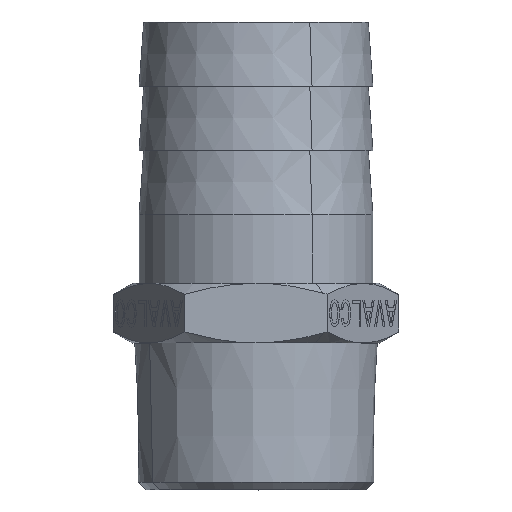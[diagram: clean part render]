
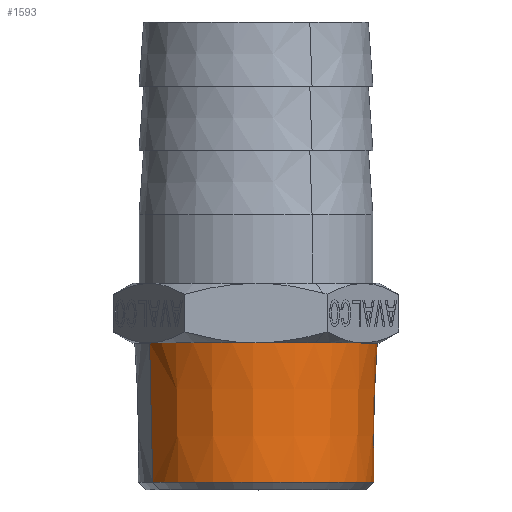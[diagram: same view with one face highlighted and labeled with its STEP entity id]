
A CAD part, top view. The second image highlights one B-rep face of the part: STEP entity #1593.
In plain terms, the highlighted conical face has half-angle 1.47 degrees and reference radius 12.81 mm.
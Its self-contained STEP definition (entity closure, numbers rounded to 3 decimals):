
#1532=CARTESIAN_POINT('Axis2P3D Location',(0.,0.,0.)) ;
#1536=CARTESIAN_POINT('Vertex',(-11.602,0.,6.338)) ;
#1538=CARTESIAN_POINT('Vertex',(11.602,0.,-6.338)) ;
#1551=CARTESIAN_POINT('Axis2P3D Location',(0.,-16.,0.)) ;
#1556=CARTESIAN_POINT('Line Origine',(-11.422,-8.,6.24)) ;
#1560=CARTESIAN_POINT('Vertex',(-11.26,-15.179,6.151)) ;
#1563=CARTESIAN_POINT('Line Origine',(11.422,-8.,-6.24)) ;
#1567=CARTESIAN_POINT('Vertex',(11.26,-15.179,-6.151)) ;
#1582=CARTESIAN_POINT('Axis2P3D Location',(0.,-15.179,0.)) ;
#1533=DIRECTION('Axis2P3D Direction',(0.,1.,0.)) ;
#1552=DIRECTION('Axis2P3D Direction',(0.,1.,0.)) ;
#1553=DIRECTION('Axis2P3D XDirection',(-0.878,0.,0.479)) ;
#1557=DIRECTION('Vector Direction',(-0.023,1.,0.012)) ;
#1564=DIRECTION('Vector Direction',(0.023,1.,-0.012)) ;
#1583=DIRECTION('Axis2P3D Direction',(0.,1.,0.)) ;
#1534=AXIS2_PLACEMENT_3D('Circle Axis2P3D',#1532,#1533,$) ;
#1554=AXIS2_PLACEMENT_3D('Cone Axis2P3D',#1551,#1552,#1553) ;
#1584=AXIS2_PLACEMENT_3D('Circle Axis2P3D',#1582,#1583,$) ;
#1588=ORIENTED_EDGE('',*,*,#1569,.T.) ;
#1589=ORIENTED_EDGE('',*,*,#1540,.F.) ;
#1590=ORIENTED_EDGE('',*,*,#1562,.F.) ;
#1591=ORIENTED_EDGE('',*,*,#1586,.T.) ;
#1558=VECTOR('Line Direction',#1557,1.) ;
#1565=VECTOR('Line Direction',#1564,1.) ;
#1593=ADVANCED_FACE('Corps principal',(#1592),#1555,.T.) ;
#1535=CIRCLE('generated circle',#1534,13.221) ;
#1585=CIRCLE('generated circle',#1584,12.831) ;
#1555=CONICAL_SURFACE('Cone',#1554,12.81,0.026) ;
#1540=EDGE_CURVE('',#1537,#1539,#1535,.T.) ;
#1562=EDGE_CURVE('',#1561,#1537,#1559,.T.) ;
#1569=EDGE_CURVE('',#1568,#1539,#1566,.T.) ;
#1586=EDGE_CURVE('',#1561,#1568,#1585,.T.) ;
#1587=EDGE_LOOP('',(#1588,#1589,#1590,#1591)) ;
#1592=FACE_OUTER_BOUND('',#1587,.T.) ;
#1559=LINE('Line',#1556,#1558) ;
#1566=LINE('Line',#1563,#1565) ;
#1537=VERTEX_POINT('',#1536) ;
#1539=VERTEX_POINT('',#1538) ;
#1561=VERTEX_POINT('',#1560) ;
#1568=VERTEX_POINT('',#1567) ;
